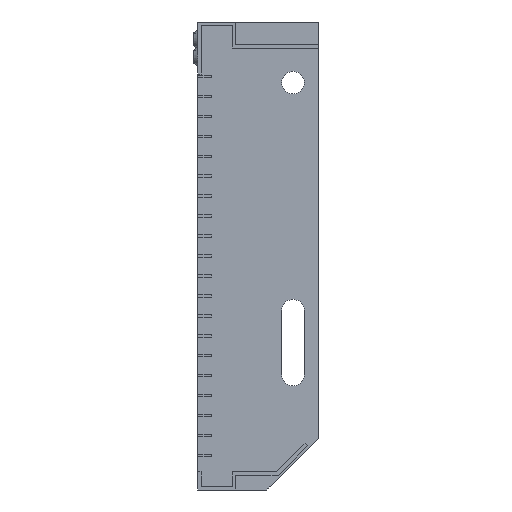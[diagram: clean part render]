
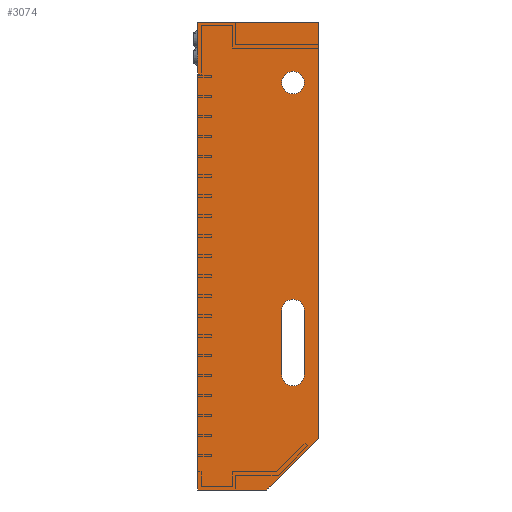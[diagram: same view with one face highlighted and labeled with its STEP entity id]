
A CAD part, left-side view. The second image highlights one B-rep face of the part: STEP entity #3074.
In plain terms, the highlighted planar face has unit normal (-1, 0, 0).
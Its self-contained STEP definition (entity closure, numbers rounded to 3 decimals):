
#436 = LINE ( 'NONE', #1947, #4743 ) ;
#1005 = LINE ( 'NONE', #29975, #8430 ) ;
#1544 = CIRCLE ( 'NONE', #27003, 6.5 ) ;
#1672 = VERTEX_POINT ( 'NONE', #24293 ) ;
#1886 = VERTEX_POINT ( 'NONE', #6826 ) ;
#1947 = CARTESIAN_POINT ( 'NONE',  ( -450., 70., -270. ) ) ;
#2070 = DIRECTION ( 'NONE',  ( 0., 0., -1. ) ) ;
#2659 = CARTESIAN_POINT ( 'NONE',  ( -450., 15., -203.5 ) ) ;
#2783 = LINE ( 'NONE', #31570, #23982 ) ;
#2948 = EDGE_CURVE ( 'NONE', #10955, #16503, #11725, .T. ) ;
#3046 = CARTESIAN_POINT ( 'NONE',  ( -450., 21.5, -203.5 ) ) ;
#3074 = ADVANCED_FACE ( 'NONE', ( #29849, #12879, #21169 ), #28058, .F. ) ;
#3199 = CARTESIAN_POINT ( 'NONE',  ( -450., 0., 0. ) ) ;
#4139 = VERTEX_POINT ( 'NONE', #3046 ) ;
#4449 = CARTESIAN_POINT ( 'NONE',  ( -450., 15., -35. ) ) ;
#4743 = VECTOR ( 'NONE', #7062, 1000. ) ;
#5067 = VECTOR ( 'NONE', #19573, 1000. ) ;
#5205 = ORIENTED_EDGE ( 'NONE', *, *, #22871, .T. ) ;
#5331 = ORIENTED_EDGE ( 'NONE', *, *, #7358, .F. ) ;
#5760 = ORIENTED_EDGE ( 'NONE', *, *, #2948, .T. ) ;
#6337 = AXIS2_PLACEMENT_3D ( 'NONE', #24644, #9329, #14250 ) ;
#6564 = DIRECTION ( 'NONE',  ( 0., 0.707, -0.707 ) ) ;
#6693 = VECTOR ( 'NONE', #31740, 1000. ) ;
#6701 = LINE ( 'NONE', #22076, #20867 ) ;
#6826 = CARTESIAN_POINT ( 'NONE',  ( -450., 15., -41.5 ) ) ;
#7062 = DIRECTION ( 'NONE',  ( 0., 1., 0. ) ) ;
#7069 = AXIS2_PLACEMENT_3D ( 'NONE', #4449, #22028, #21916 ) ;
#7358 = EDGE_CURVE ( 'NONE', #8220, #14864, #20857, .T. ) ;
#7525 = EDGE_CURVE ( 'NONE', #16503, #4139, #20482, .T. ) ;
#7554 = DIRECTION ( 'NONE',  ( 0., 0., -1. ) ) ;
#7932 = VECTOR ( 'NONE', #11162, 1000. ) ;
#8220 = VERTEX_POINT ( 'NONE', #17747 ) ;
#8293 = DIRECTION ( 'NONE',  ( 0., 0., -1. ) ) ;
#8430 = VECTOR ( 'NONE', #2070, 1000. ) ;
#8559 = VERTEX_POINT ( 'NONE', #25139 ) ;
#8611 = AXIS2_PLACEMENT_3D ( 'NONE', #20070, #12464, #12567 ) ;
#8972 = EDGE_LOOP ( 'NONE', ( #18386, #24887 ) ) ;
#9035 = CARTESIAN_POINT ( 'NONE',  ( -450., 0., 0. ) ) ;
#9329 = DIRECTION ( 'NONE',  ( 1., 0., 0. ) ) ;
#9612 = DIRECTION ( 'NONE',  ( 0., 0., 1. ) ) ;
#10955 = VERTEX_POINT ( 'NONE', #20413 ) ;
#11162 = DIRECTION ( 'NONE',  ( 0., 0., -1. ) ) ;
#11333 = EDGE_LOOP ( 'NONE', ( #32140, #5331, #12206, #23115, #11387 ) ) ;
#11387 = ORIENTED_EDGE ( 'NONE', *, *, #31027, .F. ) ;
#11725 = CIRCLE ( 'NONE', #31569, 6.5 ) ;
#12206 = ORIENTED_EDGE ( 'NONE', *, *, #19124, .F. ) ;
#12464 = DIRECTION ( 'NONE',  ( 1., 0., 0. ) ) ;
#12567 = DIRECTION ( 'NONE',  ( 0., 0., -1. ) ) ;
#12719 = VERTEX_POINT ( 'NONE', #25443 ) ;
#12879 = FACE_BOUND ( 'NONE', #8972, .T. ) ;
#13764 = EDGE_CURVE ( 'NONE', #1886, #1672, #1544, .T. ) ;
#14144 = CARTESIAN_POINT ( 'NONE',  ( -450., 21.5, -203.5 ) ) ;
#14250 = DIRECTION ( 'NONE',  ( 0., 0., -1. ) ) ;
#14864 = VERTEX_POINT ( 'NONE', #9035 ) ;
#15090 = ORIENTED_EDGE ( 'NONE', *, *, #27909, .T. ) ;
#16503 = VERTEX_POINT ( 'NONE', #27261 ) ;
#17556 = DIRECTION ( 'NONE',  ( 1., 0., 0. ) ) ;
#17747 = CARTESIAN_POINT ( 'NONE',  ( -450., 70., 0. ) ) ;
#18386 = ORIENTED_EDGE ( 'NONE', *, *, #13764, .T. ) ;
#18440 = DIRECTION ( 'NONE',  ( 1., 0., 0. ) ) ;
#18792 = ORIENTED_EDGE ( 'NONE', *, *, #7525, .T. ) ;
#19124 = EDGE_CURVE ( 'NONE', #27901, #8220, #6701, .T. ) ;
#19573 = DIRECTION ( 'NONE',  ( 0., 0., 1. ) ) ;
#19621 = CIRCLE ( 'NONE', #7069, 6.5 ) ;
#19638 = EDGE_CURVE ( 'NONE', #28965, #27901, #436, .T. ) ;
#19692 = CARTESIAN_POINT ( 'NONE',  ( -450., 30., -270. ) ) ;
#20070 = CARTESIAN_POINT ( 'NONE',  ( -450., 15., -166.5 ) ) ;
#20413 = CARTESIAN_POINT ( 'NONE',  ( -450., 8.5, -203.5 ) ) ;
#20482 = CIRCLE ( 'NONE', #6337, 6.5 ) ;
#20857 = LINE ( 'NONE', #29204, #6693 ) ;
#20867 = VECTOR ( 'NONE', #9612, 1000. ) ;
#21169 = FACE_OUTER_BOUND ( 'NONE', #11333, .T. ) ;
#21916 = DIRECTION ( 'NONE',  ( 0., 0., -1. ) ) ;
#22028 = DIRECTION ( 'NONE',  ( 1., 0., 0. ) ) ;
#22076 = CARTESIAN_POINT ( 'NONE',  ( -450., 70., 0. ) ) ;
#22564 = EDGE_CURVE ( 'NONE', #12719, #8559, #30112, .T. ) ;
#22871 = EDGE_CURVE ( 'NONE', #8559, #10955, #1005, .T. ) ;
#23115 = ORIENTED_EDGE ( 'NONE', *, *, #19638, .F. ) ;
#23697 = LINE ( 'NONE', #26285, #7932 ) ;
#23982 = VECTOR ( 'NONE', #6564, 1000. ) ;
#24293 = CARTESIAN_POINT ( 'NONE',  ( -450., 15., -28.5 ) ) ;
#24397 = CARTESIAN_POINT ( 'NONE',  ( -450., 0., -240. ) ) ;
#24644 = CARTESIAN_POINT ( 'NONE',  ( -450., 15., -203.5 ) ) ;
#24887 = ORIENTED_EDGE ( 'NONE', *, *, #32577, .T. ) ;
#25139 = CARTESIAN_POINT ( 'NONE',  ( -450., 8.5, -166.5 ) ) ;
#25372 = VERTEX_POINT ( 'NONE', #24397 ) ;
#25443 = CARTESIAN_POINT ( 'NONE',  ( -450., 21.5, -166.5 ) ) ;
#25726 = DIRECTION ( 'NONE',  ( 0., 0., 1. ) ) ;
#26285 = CARTESIAN_POINT ( 'NONE',  ( -450., 0., -240. ) ) ;
#26725 = LINE ( 'NONE', #14144, #5067 ) ;
#27003 = AXIS2_PLACEMENT_3D ( 'NONE', #28894, #31210, #8293 ) ;
#27261 = CARTESIAN_POINT ( 'NONE',  ( -450., 15., -210. ) ) ;
#27901 = VERTEX_POINT ( 'NONE', #32149 ) ;
#27909 = EDGE_CURVE ( 'NONE', #4139, #12719, #26725, .T. ) ;
#28058 = PLANE ( 'NONE',  #30918 ) ;
#28894 = CARTESIAN_POINT ( 'NONE',  ( -450., 15., -35. ) ) ;
#28965 = VERTEX_POINT ( 'NONE', #19692 ) ;
#29019 = ORIENTED_EDGE ( 'NONE', *, *, #22564, .T. ) ;
#29204 = CARTESIAN_POINT ( 'NONE',  ( -450., 0., 0. ) ) ;
#29346 = EDGE_CURVE ( 'NONE', #14864, #25372, #23697, .T. ) ;
#29849 = FACE_BOUND ( 'NONE', #31401, .T. ) ;
#29975 = CARTESIAN_POINT ( 'NONE',  ( -450., 8.5, -166.5 ) ) ;
#30112 = CIRCLE ( 'NONE', #8611, 6.5 ) ;
#30918 = AXIS2_PLACEMENT_3D ( 'NONE', #3199, #18440, #25726 ) ;
#31027 = EDGE_CURVE ( 'NONE', #25372, #28965, #2783, .T. ) ;
#31210 = DIRECTION ( 'NONE',  ( 1., 0., 0. ) ) ;
#31401 = EDGE_LOOP ( 'NONE', ( #5205, #5760, #18792, #15090, #29019 ) ) ;
#31569 = AXIS2_PLACEMENT_3D ( 'NONE', #2659, #17556, #7554 ) ;
#31570 = CARTESIAN_POINT ( 'NONE',  ( -450., 30., -270. ) ) ;
#31740 = DIRECTION ( 'NONE',  ( 0., -1., 0. ) ) ;
#32140 = ORIENTED_EDGE ( 'NONE', *, *, #29346, .F. ) ;
#32149 = CARTESIAN_POINT ( 'NONE',  ( -450., 70., -270. ) ) ;
#32577 = EDGE_CURVE ( 'NONE', #1672, #1886, #19621, .T. ) ;
